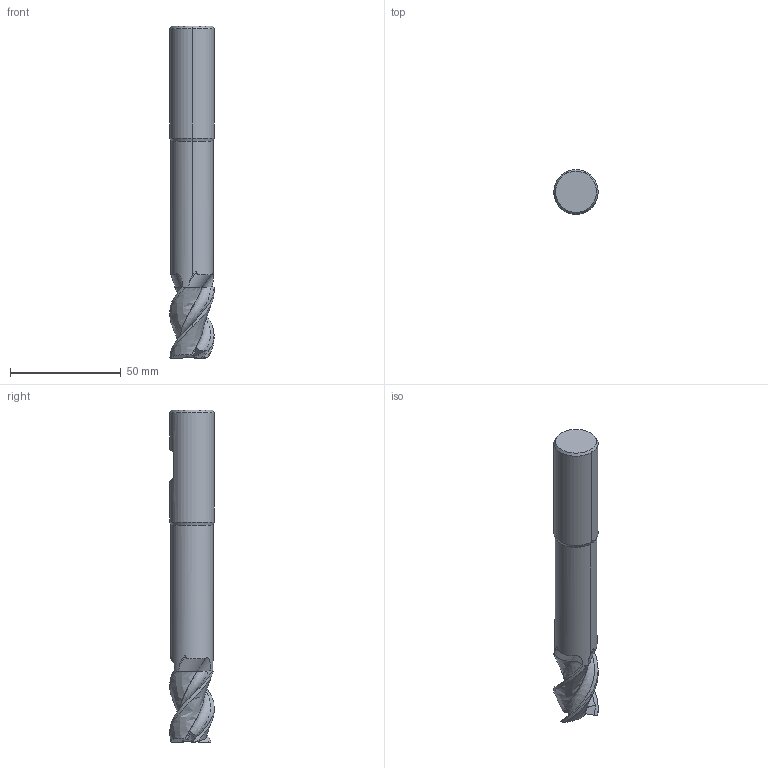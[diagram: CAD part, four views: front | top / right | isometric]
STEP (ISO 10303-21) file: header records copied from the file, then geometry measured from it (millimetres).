
FILE_DESCRIPTION(('no description'),'unknown implementation level');
FILE_NAME('EXN1-M01-0214-20-Detail.stp',' ',('CIMSOURCE GmbH'),('CADClick - KiM GmbH - www.kimweb.de'),'unknown preprocess','ACIS','unknown authorization');
FILE_SCHEMA(('automotive_design'));
Length unit declared in the file: millimetre
Products named in the file (2): NOCUT; CUT
Bounding box: 20 x 20 x 150 mm (x, y, z)
Volume: 39809.8 mm3; surface area: 11700 mm2
Topology: 2 solids, 2 shells, 102 faces, 290 edges, 190 vertices
Faces by surface type: plane 41, bspline 24, cone 17, revolution 12, cylinder 8
Entity records: 16050 total; most frequent: CARTESIAN_POINT 10369, STYLED_ITEM 584, PRESENTATION_STYLE_ASSIGNMENT 584, COLOUR_RGB 584, ORIENTED_EDGE 580, DIRECTION 409, EDGE_CURVE 290, CURVE_STYLE 290
